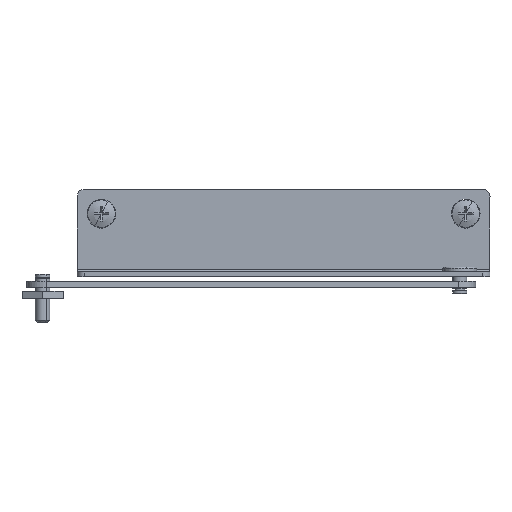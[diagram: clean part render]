
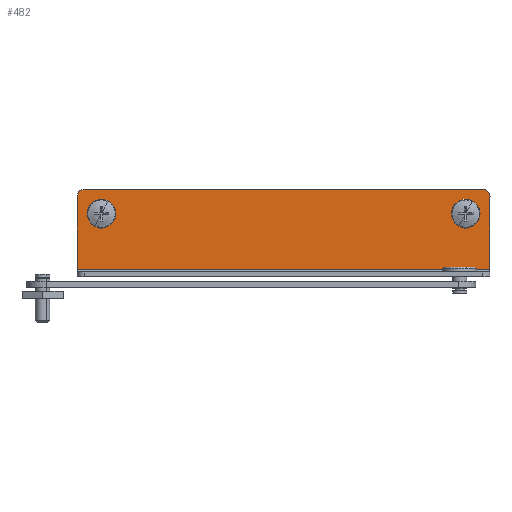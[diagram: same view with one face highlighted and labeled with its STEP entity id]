
A CAD part, left-side view. The second image highlights one B-rep face of the part: STEP entity #482.
In plain terms, the highlighted face is planar.
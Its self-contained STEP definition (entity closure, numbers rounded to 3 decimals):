
#74=CARTESIAN_POINT('Vertex',(1.,-78.5,-9.5)) ;
#77=CARTESIAN_POINT('Axis2P3D Location',(1.,-75.,-9.5)) ;
#81=CARTESIAN_POINT('Vertex',(1.,-71.5,-9.5)) ;
#114=CARTESIAN_POINT('Vertex',(1.,-78.5,-4.5)) ;
#117=CARTESIAN_POINT('Line Origine',(1.,-78.5,-7.)) ;
#145=CARTESIAN_POINT('Vertex',(1.,-71.5,-4.5)) ;
#148=CARTESIAN_POINT('Axis2P3D Location',(1.,-75.,-4.5)) ;
#175=CARTESIAN_POINT('Line Origine',(1.,-71.5,-7.)) ;
#322=CARTESIAN_POINT('Vertex',(1.,78.5,-9.5)) ;
#325=CARTESIAN_POINT('Line Origine',(1.,78.5,-7.)) ;
#329=CARTESIAN_POINT('Vertex',(1.,78.5,-4.5)) ;
#353=CARTESIAN_POINT('Vertex',(1.,71.5,-9.5)) ;
#356=CARTESIAN_POINT('Axis2P3D Location',(1.,75.,-9.5)) ;
#377=CARTESIAN_POINT('Vertex',(1.,71.5,-4.5)) ;
#380=CARTESIAN_POINT('Line Origine',(1.,71.5,-7.)) ;
#397=CARTESIAN_POINT('Axis2P3D Location',(1.,75.,-4.5)) ;
#409=CARTESIAN_POINT('Axis2P3D Location',(1.,0.,0.)) ;
#414=CARTESIAN_POINT('Line Origine',(1.,0.,16.)) ;
#418=CARTESIAN_POINT('Vertex',(1.,-85.,16.)) ;
#420=CARTESIAN_POINT('Vertex',(1.,85.,16.)) ;
#423=CARTESIAN_POINT('Line Origine',(1.,-85.,0.)) ;
#427=CARTESIAN_POINT('Vertex',(1.,-85.,-14.)) ;
#431=CARTESIAN_POINT('Control Point',(1.,-85.,-14.)) ;
#432=CARTESIAN_POINT('Control Point',(1.,-85.,-14.942)) ;
#433=CARTESIAN_POINT('Control Point',(1.,-84.631,-15.886)) ;
#434=CARTESIAN_POINT('Control Point',(1.,-83.886,-16.631)) ;
#435=CARTESIAN_POINT('Control Point',(1.,-82.942,-17.)) ;
#436=CARTESIAN_POINT('Control Point',(1.,-82.,-17.)) ;
#437=CARTESIAN_POINT('Vertex',(1.,-82.,-17.)) ;
#440=CARTESIAN_POINT('Line Origine',(1.,0.,-17.)) ;
#444=CARTESIAN_POINT('Vertex',(1.,82.,-17.)) ;
#448=CARTESIAN_POINT('Control Point',(1.,82.,-17.)) ;
#449=CARTESIAN_POINT('Control Point',(1.,82.942,-17.)) ;
#450=CARTESIAN_POINT('Control Point',(1.,83.886,-16.631)) ;
#451=CARTESIAN_POINT('Control Point',(1.,84.631,-15.886)) ;
#452=CARTESIAN_POINT('Control Point',(1.,85.,-14.942)) ;
#453=CARTESIAN_POINT('Control Point',(1.,85.,-14.)) ;
#454=CARTESIAN_POINT('Vertex',(1.,85.,-14.)) ;
#457=CARTESIAN_POINT('Line Origine',(1.,85.,0.)) ;
#78=DIRECTION('Axis2P3D Direction',(1.,0.,0.)) ;
#118=DIRECTION('Vector Direction',(0.,0.,1.)) ;
#149=DIRECTION('Axis2P3D Direction',(1.,0.,0.)) ;
#176=DIRECTION('Vector Direction',(0.,0.,-1.)) ;
#326=DIRECTION('Vector Direction',(0.,0.,1.)) ;
#357=DIRECTION('Axis2P3D Direction',(1.,0.,0.)) ;
#381=DIRECTION('Vector Direction',(0.,0.,-1.)) ;
#398=DIRECTION('Axis2P3D Direction',(1.,0.,0.)) ;
#410=DIRECTION('Axis2P3D Direction',(1.,0.,0.)) ;
#411=DIRECTION('Axis2P3D XDirection',(0.,1.,0.)) ;
#415=DIRECTION('Vector Direction',(0.,1.,0.)) ;
#424=DIRECTION('Vector Direction',(0.,0.,1.)) ;
#441=DIRECTION('Vector Direction',(0.,1.,0.)) ;
#458=DIRECTION('Vector Direction',(0.,0.,1.)) ;
#79=AXIS2_PLACEMENT_3D('Circle Axis2P3D',#77,#78,$) ;
#150=AXIS2_PLACEMENT_3D('Circle Axis2P3D',#148,#149,$) ;
#358=AXIS2_PLACEMENT_3D('Circle Axis2P3D',#356,#357,$) ;
#399=AXIS2_PLACEMENT_3D('Circle Axis2P3D',#397,#398,$) ;
#412=AXIS2_PLACEMENT_3D('Plane Axis2P3D',#409,#410,#411) ;
#463=ORIENTED_EDGE('',*,*,#422,.F.) ;
#464=ORIENTED_EDGE('',*,*,#429,.T.) ;
#465=ORIENTED_EDGE('',*,*,#439,.T.) ;
#466=ORIENTED_EDGE('',*,*,#446,.T.) ;
#467=ORIENTED_EDGE('',*,*,#456,.T.) ;
#468=ORIENTED_EDGE('',*,*,#461,.T.) ;
#471=ORIENTED_EDGE('',*,*,#360,.F.) ;
#472=ORIENTED_EDGE('',*,*,#384,.F.) ;
#473=ORIENTED_EDGE('',*,*,#401,.F.) ;
#474=ORIENTED_EDGE('',*,*,#331,.F.) ;
#477=ORIENTED_EDGE('',*,*,#152,.F.) ;
#478=ORIENTED_EDGE('',*,*,#179,.T.) ;
#479=ORIENTED_EDGE('',*,*,#83,.F.) ;
#480=ORIENTED_EDGE('',*,*,#121,.T.) ;
#475=FACE_BOUND('',#470,.T.) ;
#481=FACE_BOUND('',#476,.T.) ;
#119=VECTOR('Line Direction',#118,1.) ;
#177=VECTOR('Line Direction',#176,1.) ;
#327=VECTOR('Line Direction',#326,1.) ;
#382=VECTOR('Line Direction',#381,1.) ;
#416=VECTOR('Line Direction',#415,1.) ;
#425=VECTOR('Line Direction',#424,1.) ;
#442=VECTOR('Line Direction',#441,1.) ;
#459=VECTOR('Line Direction',#458,1.) ;
#482=ADVANCED_FACE('PartBody',(#469,#475,#481),#413,.T.) ;
#430=B_SPLINE_CURVE_WITH_KNOTS('',5,(#431,#432,#433,#434,#435,#436),.UNSPECIFIED.,.F.,.U.,(6,6),(9.425,14.137),.UNSPECIFIED.) ;
#447=B_SPLINE_CURVE_WITH_KNOTS('',5,(#448,#449,#450,#451,#452,#453),.UNSPECIFIED.,.F.,.U.,(6,6),(14.137,18.85),.UNSPECIFIED.) ;
#80=CIRCLE('generated circle',#79,3.5) ;
#151=CIRCLE('generated circle',#150,3.5) ;
#359=CIRCLE('generated circle',#358,3.5) ;
#400=CIRCLE('generated circle',#399,3.5) ;
#83=EDGE_CURVE('',#75,#82,#80,.T.) ;
#121=EDGE_CURVE('',#75,#115,#120,.T.) ;
#152=EDGE_CURVE('',#146,#115,#151,.T.) ;
#179=EDGE_CURVE('',#146,#82,#178,.T.) ;
#331=EDGE_CURVE('',#323,#330,#328,.T.) ;
#360=EDGE_CURVE('',#354,#323,#359,.T.) ;
#384=EDGE_CURVE('',#378,#354,#383,.T.) ;
#401=EDGE_CURVE('',#330,#378,#400,.T.) ;
#422=EDGE_CURVE('',#419,#421,#417,.T.) ;
#429=EDGE_CURVE('',#419,#428,#426,.F.) ;
#439=EDGE_CURVE('',#428,#438,#430,.T.) ;
#446=EDGE_CURVE('',#438,#445,#443,.T.) ;
#456=EDGE_CURVE('',#445,#455,#447,.T.) ;
#461=EDGE_CURVE('',#455,#421,#460,.T.) ;
#462=EDGE_LOOP('',(#463,#464,#465,#466,#467,#468)) ;
#470=EDGE_LOOP('',(#471,#472,#473,#474)) ;
#476=EDGE_LOOP('',(#477,#478,#479,#480)) ;
#469=FACE_OUTER_BOUND('',#462,.T.) ;
#120=LINE('Line',#117,#119) ;
#178=LINE('Line',#175,#177) ;
#328=LINE('Line',#325,#327) ;
#383=LINE('Line',#380,#382) ;
#417=LINE('Line',#414,#416) ;
#426=LINE('Line',#423,#425) ;
#443=LINE('Line',#440,#442) ;
#460=LINE('Line',#457,#459) ;
#413=PLANE('',#412) ;
#75=VERTEX_POINT('',#74) ;
#82=VERTEX_POINT('',#81) ;
#115=VERTEX_POINT('',#114) ;
#146=VERTEX_POINT('',#145) ;
#323=VERTEX_POINT('',#322) ;
#330=VERTEX_POINT('',#329) ;
#354=VERTEX_POINT('',#353) ;
#378=VERTEX_POINT('',#377) ;
#419=VERTEX_POINT('',#418) ;
#421=VERTEX_POINT('',#420) ;
#428=VERTEX_POINT('',#427) ;
#438=VERTEX_POINT('',#437) ;
#445=VERTEX_POINT('',#444) ;
#455=VERTEX_POINT('',#454) ;
